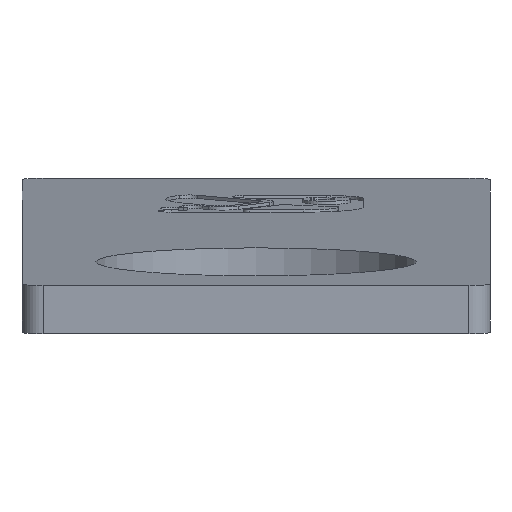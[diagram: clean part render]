
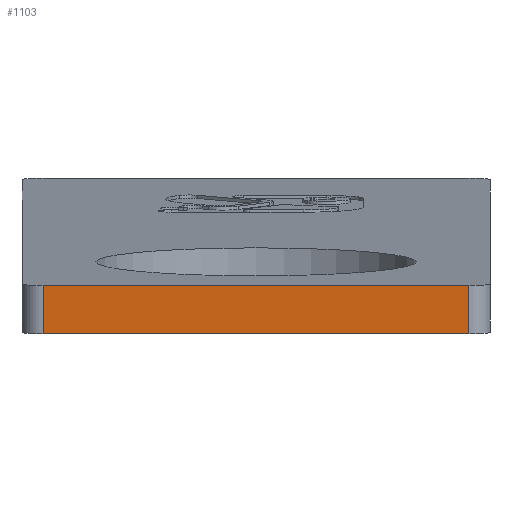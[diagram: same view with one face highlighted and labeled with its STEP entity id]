
A CAD part, front view. The second image highlights one B-rep face of the part: STEP entity #1103.
In plain terms, the highlighted planar face has unit normal (0, -0.996, -0.087).
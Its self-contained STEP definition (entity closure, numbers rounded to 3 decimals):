
#111=PLANE('',#1175);
#171=FACE_OUTER_BOUND('',#245,.T.);
#245=EDGE_LOOP('',(#1009,#1010,#1011,#1012));
#254=LINE('',#1435,#346);
#330=LINE('',#1960,#422);
#337=LINE('',#1974,#429);
#338=LINE('',#1976,#430);
#346=VECTOR('',#1200,10.);
#422=VECTOR('',#1376,10.);
#429=VECTOR('',#1397,10.);
#430=VECTOR('',#1400,10.);
#468=VERTEX_POINT('',#1432);
#469=VERTEX_POINT('',#1434);
#563=VERTEX_POINT('',#1957);
#564=VERTEX_POINT('',#1959);
#573=EDGE_CURVE('',#468,#469,#254,.T.);
#707=EDGE_CURVE('',#563,#564,#330,.T.);
#715=EDGE_CURVE('',#469,#563,#337,.T.);
#716=EDGE_CURVE('',#564,#468,#338,.T.);
#1009=ORIENTED_EDGE('',*,*,#707,.F.);
#1010=ORIENTED_EDGE('',*,*,#715,.F.);
#1011=ORIENTED_EDGE('',*,*,#573,.F.);
#1012=ORIENTED_EDGE('',*,*,#716,.F.);
#1103=ADVANCED_FACE('',(#171),#111,.T.);
#1175=AXIS2_PLACEMENT_3D('',#1975,#1398,#1399);
#1200=DIRECTION('',(-1.,0.,0.));
#1376=DIRECTION('',(1.,0.,0.));
#1397=DIRECTION('',(0.,-0.087,0.996));
#1398=DIRECTION('center_axis',(0.,-0.996,
-0.087));
#1399=DIRECTION('ref_axis',(-1.,0.,0.));
#1400=DIRECTION('',(0.,0.087,-0.996));
#1432=CARTESIAN_POINT('',(303.9,-139.69,35.975));
#1434=CARTESIAN_POINT('',(277.581,-139.69,35.975));
#1435=CARTESIAN_POINT('',(277.825,-139.69,35.975));
#1957=CARTESIAN_POINT('',(277.581,-139.952,38.964));
#1959=CARTESIAN_POINT('',(303.9,-139.952,38.964));
#1960=CARTESIAN_POINT('',(277.825,-139.952,38.964));
#1974=CARTESIAN_POINT('',(277.581,-139.864,37.968));
#1975=CARTESIAN_POINT('Origin',(304.075,-139.952,38.964));
#1976=CARTESIAN_POINT('',(303.9,-139.952,38.964));
